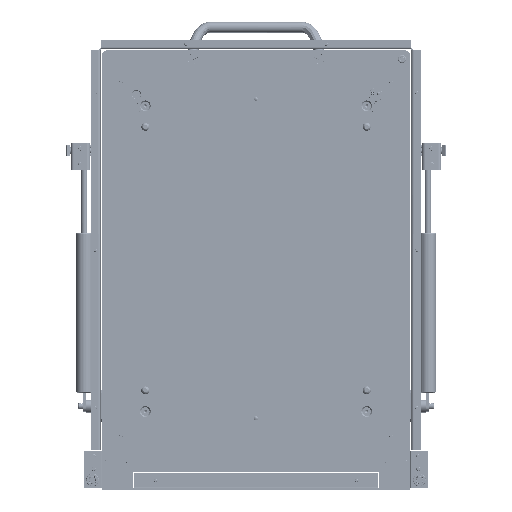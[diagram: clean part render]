
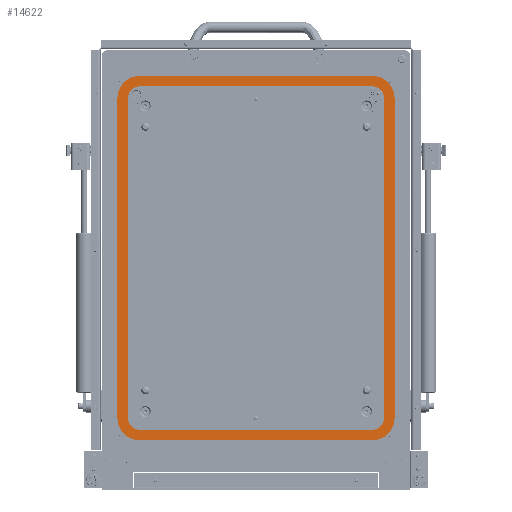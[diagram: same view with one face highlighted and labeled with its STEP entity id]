
A CAD part, front view. The second image highlights one B-rep face of the part: STEP entity #14622.
In plain terms, the highlighted planar face has unit normal (0, -1, 0).
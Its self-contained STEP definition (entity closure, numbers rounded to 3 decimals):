
#755 = DIRECTION ( 'NONE',  ( 0., 0., -1. ) ) ;
#2816 = CARTESIAN_POINT ( 'NONE',  ( -110., 0., 173. ) ) ;
#3206 = ORIENTED_EDGE ( 'NONE', *, *, #56939, .F. ) ;
#6017 = VECTOR ( 'NONE', #74712, 1000. ) ;
#7794 = VERTEX_POINT ( 'NONE', #73249 ) ;
#8133 = CARTESIAN_POINT ( 'NONE',  ( -121.5, 0., -151.5 ) ) ;
#8224 = VERTEX_POINT ( 'NONE', #27999 ) ;
#10018 = EDGE_CURVE ( 'NONE', #60794, #64269, #14182, .T. ) ;
#11589 = ORIENTED_EDGE ( 'NONE', *, *, #76592, .T. ) ;
#12029 = LINE ( 'NONE', #37054, #36400 ) ;
#12368 = VERTEX_POINT ( 'NONE', #69755 ) ;
#13068 = EDGE_CURVE ( 'NONE', #8224, #82235, #23436, .T. ) ;
#13228 = FACE_BOUND ( 'NONE', #70114, .T. ) ;
#13740 = CARTESIAN_POINT ( 'NONE',  ( -121.5, 0., -151.5 ) ) ;
#14182 = LINE ( 'NONE', #33686, #72729 ) ;
#14184 = ORIENTED_EDGE ( 'NONE', *, *, #10018, .F. ) ;
#14203 = EDGE_CURVE ( 'NONE', #47093, #39078, #60724, .T. ) ;
#14622 = ADVANCED_FACE ( 'NONE', ( #38228, #13228 ), #31880, .F. ) ;
#14685 = CARTESIAN_POINT ( 'NONE',  ( -131.5, 0., 151.5 ) ) ;
#15189 = EDGE_CURVE ( 'NONE', #12368, #77605, #39388, .T. ) ;
#15325 = EDGE_LOOP ( 'NONE', ( #82587, #69915, #15735, #72250, #26518, #14184, #3206, #18667 ) ) ;
#15407 = AXIS2_PLACEMENT_3D ( 'NONE', #25533, #32725, #82684 ) ;
#15735 = ORIENTED_EDGE ( 'NONE', *, *, #70545, .F. ) ;
#15883 = CARTESIAN_POINT ( 'NONE',  ( -110., 0., 151.5 ) ) ;
#17307 = DIRECTION ( 'NONE',  ( 0., 0., 1. ) ) ;
#18667 = ORIENTED_EDGE ( 'NONE', *, *, #45203, .F. ) ;
#20176 = AXIS2_PLACEMENT_3D ( 'NONE', #75764, #37211, #17307 ) ;
#20975 = DIRECTION ( 'NONE',  ( 0., 1., 0. ) ) ;
#21330 = EDGE_CURVE ( 'NONE', #76642, #75678, #35397, .T. ) ;
#22026 = ORIENTED_EDGE ( 'NONE', *, *, #74277, .T. ) ;
#23116 = ORIENTED_EDGE ( 'NONE', *, *, #83130, .T. ) ;
#23436 = LINE ( 'NONE', #59241, #66615 ) ;
#25533 = CARTESIAN_POINT ( 'NONE',  ( -110., 0., -151.5 ) ) ;
#25535 = VERTEX_POINT ( 'NONE', #81257 ) ;
#26518 = ORIENTED_EDGE ( 'NONE', *, *, #60476, .F. ) ;
#26779 = DIRECTION ( 'NONE',  ( 0., 0., -1. ) ) ;
#27605 = CARTESIAN_POINT ( 'NONE',  ( 110., 0., -173. ) ) ;
#27828 = CIRCLE ( 'NONE', #29214, 21.5 ) ;
#27999 = CARTESIAN_POINT ( 'NONE',  ( -110., 0., 163. ) ) ;
#29214 = AXIS2_PLACEMENT_3D ( 'NONE', #63219, #76796, #31890 ) ;
#31728 = VECTOR ( 'NONE', #40222, 1000. ) ;
#31880 = PLANE ( 'NONE',  #15407 ) ;
#31890 = DIRECTION ( 'NONE',  ( 0., 0., 1. ) ) ;
#32725 = DIRECTION ( 'NONE',  ( 0., 1., 0. ) ) ;
#33649 = ORIENTED_EDGE ( 'NONE', *, *, #14203, .T. ) ;
#33686 = CARTESIAN_POINT ( 'NONE',  ( 110., 0., 173. ) ) ;
#34078 = DIRECTION ( 'NONE',  ( 0., 0., 1. ) ) ;
#34547 = AXIS2_PLACEMENT_3D ( 'NONE', #51753, #46668, #26779 ) ;
#35397 = LINE ( 'NONE', #52836, #78281 ) ;
#36400 = VECTOR ( 'NONE', #36627, 1000. ) ;
#36627 = DIRECTION ( 'NONE',  ( -1., 0., 0. ) ) ;
#36997 = VECTOR ( 'NONE', #34078, 1000. ) ;
#37054 = CARTESIAN_POINT ( 'NONE',  ( 110., 0., -163. ) ) ;
#37211 = DIRECTION ( 'NONE',  ( 0., 1., 0. ) ) ;
#38228 = FACE_OUTER_BOUND ( 'NONE', #15325, .T. ) ;
#38580 = CIRCLE ( 'NONE', #34547, 21.5 ) ;
#38608 = CARTESIAN_POINT ( 'NONE',  ( -110., 0., 151.5 ) ) ;
#39078 = VERTEX_POINT ( 'NONE', #45882 ) ;
#39388 = LINE ( 'NONE', #78771, #31728 ) ;
#40222 = DIRECTION ( 'NONE',  ( 0., 0., -1. ) ) ;
#40327 = ORIENTED_EDGE ( 'NONE', *, *, #46070, .T. ) ;
#41090 = AXIS2_PLACEMENT_3D ( 'NONE', #47940, #71483, #78260 ) ;
#41468 = DIRECTION ( 'NONE',  ( 0., 0., 1. ) ) ;
#41723 = DIRECTION ( 'NONE',  ( 0., 1., 0. ) ) ;
#42533 = CARTESIAN_POINT ( 'NONE',  ( 121.5, 0., 151.5 ) ) ;
#44576 = CARTESIAN_POINT ( 'NONE',  ( 131.5, 0., -151.5 ) ) ;
#45203 = EDGE_CURVE ( 'NONE', #7794, #69637, #73473, .T. ) ;
#45882 = CARTESIAN_POINT ( 'NONE',  ( -121.5, 0., 151.5 ) ) ;
#46070 = EDGE_CURVE ( 'NONE', #25535, #47093, #77025, .T. ) ;
#46469 = CIRCLE ( 'NONE', #41090, 11.5 ) ;
#46641 = DIRECTION ( 'NONE',  ( 0., 1., 0. ) ) ;
#46668 = DIRECTION ( 'NONE',  ( 0., 1., 0. ) ) ;
#46798 = DIRECTION ( 'NONE',  ( 0., 0., -1. ) ) ;
#47093 = VERTEX_POINT ( 'NONE', #8133 ) ;
#47408 = CARTESIAN_POINT ( 'NONE',  ( -110., 0., -151.5 ) ) ;
#47536 = LINE ( 'NONE', #47954, #70167 ) ;
#47940 = CARTESIAN_POINT ( 'NONE',  ( 110., 0., 151.5 ) ) ;
#47954 = CARTESIAN_POINT ( 'NONE',  ( 110., 0., -173. ) ) ;
#49395 = CIRCLE ( 'NONE', #79166, 11.5 ) ;
#51674 = AXIS2_PLACEMENT_3D ( 'NONE', #15883, #41723, #67537 ) ;
#51753 = CARTESIAN_POINT ( 'NONE',  ( 110., 0., -151.5 ) ) ;
#52124 = DIRECTION ( 'NONE',  ( 0., 0., -1. ) ) ;
#52836 = CARTESIAN_POINT ( 'NONE',  ( 121.5, 0., -151.5 ) ) ;
#52892 = ORIENTED_EDGE ( 'NONE', *, *, #54611, .T. ) ;
#53536 = DIRECTION ( 'NONE',  ( 1., 0., 0. ) ) ;
#54596 = ORIENTED_EDGE ( 'NONE', *, *, #13068, .T. ) ;
#54611 = EDGE_CURVE ( 'NONE', #39078, #8224, #81423, .T. ) ;
#54723 = VERTEX_POINT ( 'NONE', #60569 ) ;
#56939 = EDGE_CURVE ( 'NONE', #69637, #60794, #57894, .T. ) ;
#57849 = VERTEX_POINT ( 'NONE', #69655 ) ;
#57894 = CIRCLE ( 'NONE', #61945, 21.5 ) ;
#59241 = CARTESIAN_POINT ( 'NONE',  ( 110., 0., 163. ) ) ;
#59675 = DIRECTION ( 'NONE',  ( 0., 1., 0. ) ) ;
#59814 = EDGE_CURVE ( 'NONE', #68550, #57849, #47536, .T. ) ;
#60476 = EDGE_CURVE ( 'NONE', #64269, #12368, #79662, .T. ) ;
#60569 = CARTESIAN_POINT ( 'NONE',  ( 110., 0., -163. ) ) ;
#60724 = LINE ( 'NONE', #13740, #36997 ) ;
#60794 = VERTEX_POINT ( 'NONE', #2816 ) ;
#61945 = AXIS2_PLACEMENT_3D ( 'NONE', #38608, #46641, #52124 ) ;
#62714 = CARTESIAN_POINT ( 'NONE',  ( 121.5, 0., -151.5 ) ) ;
#63219 = CARTESIAN_POINT ( 'NONE',  ( -110., 0., -151.5 ) ) ;
#63616 = DIRECTION ( 'NONE',  ( 1., 0., 0. ) ) ;
#64269 = VERTEX_POINT ( 'NONE', #66362 ) ;
#66362 = CARTESIAN_POINT ( 'NONE',  ( 110., 0., 173. ) ) ;
#66615 = VECTOR ( 'NONE', #63616, 1000. ) ;
#67527 = AXIS2_PLACEMENT_3D ( 'NONE', #47408, #59675, #41468 ) ;
#67537 = DIRECTION ( 'NONE',  ( 0., 0., -1. ) ) ;
#68550 = VERTEX_POINT ( 'NONE', #27605 ) ;
#68788 = CARTESIAN_POINT ( 'NONE',  ( 110., 0., 163. ) ) ;
#69637 = VERTEX_POINT ( 'NONE', #14685 ) ;
#69655 = CARTESIAN_POINT ( 'NONE',  ( -110., 0., -173. ) ) ;
#69755 = CARTESIAN_POINT ( 'NONE',  ( 131.5, 0., 151.5 ) ) ;
#69915 = ORIENTED_EDGE ( 'NONE', *, *, #59814, .F. ) ;
#70114 = EDGE_LOOP ( 'NONE', ( #11589, #23116, #40327, #33649, #52892, #54596, #22026, #71523 ) ) ;
#70167 = VECTOR ( 'NONE', #75036, 1000. ) ;
#70545 = EDGE_CURVE ( 'NONE', #77605, #68550, #38580, .T. ) ;
#71483 = DIRECTION ( 'NONE',  ( 0., 1., 0. ) ) ;
#71523 = ORIENTED_EDGE ( 'NONE', *, *, #21330, .T. ) ;
#72250 = ORIENTED_EDGE ( 'NONE', *, *, #15189, .F. ) ;
#72729 = VECTOR ( 'NONE', #53536, 1000. ) ;
#73249 = CARTESIAN_POINT ( 'NONE',  ( -131.5, 0., -151.5 ) ) ;
#73473 = LINE ( 'NONE', #80645, #6017 ) ;
#74277 = EDGE_CURVE ( 'NONE', #82235, #76642, #46469, .T. ) ;
#74712 = DIRECTION ( 'NONE',  ( 0., 0., 1. ) ) ;
#75036 = DIRECTION ( 'NONE',  ( -1., 0., 0. ) ) ;
#75678 = VERTEX_POINT ( 'NONE', #62714 ) ;
#75764 = CARTESIAN_POINT ( 'NONE',  ( 110., 0., 151.5 ) ) ;
#76592 = EDGE_CURVE ( 'NONE', #75678, #54723, #49395, .T. ) ;
#76642 = VERTEX_POINT ( 'NONE', #42533 ) ;
#76796 = DIRECTION ( 'NONE',  ( 0., 1., 0. ) ) ;
#77025 = CIRCLE ( 'NONE', #67527, 11.5 ) ;
#77605 = VERTEX_POINT ( 'NONE', #44576 ) ;
#77854 = CARTESIAN_POINT ( 'NONE',  ( 110., 0., -151.5 ) ) ;
#78260 = DIRECTION ( 'NONE',  ( 0., 0., 1. ) ) ;
#78281 = VECTOR ( 'NONE', #755, 1000. ) ;
#78771 = CARTESIAN_POINT ( 'NONE',  ( 131.5, 0., -151.5 ) ) ;
#79163 = EDGE_CURVE ( 'NONE', #57849, #7794, #27828, .T. ) ;
#79166 = AXIS2_PLACEMENT_3D ( 'NONE', #77854, #20975, #46798 ) ;
#79662 = CIRCLE ( 'NONE', #20176, 21.5 ) ;
#80645 = CARTESIAN_POINT ( 'NONE',  ( -131.5, 0., -151.5 ) ) ;
#81257 = CARTESIAN_POINT ( 'NONE',  ( -110., 0., -163. ) ) ;
#81423 = CIRCLE ( 'NONE', #51674, 11.5 ) ;
#82235 = VERTEX_POINT ( 'NONE', #68788 ) ;
#82587 = ORIENTED_EDGE ( 'NONE', *, *, #79163, .F. ) ;
#82684 = DIRECTION ( 'NONE',  ( 0., 0., 1. ) ) ;
#83130 = EDGE_CURVE ( 'NONE', #54723, #25535, #12029, .T. ) ;
